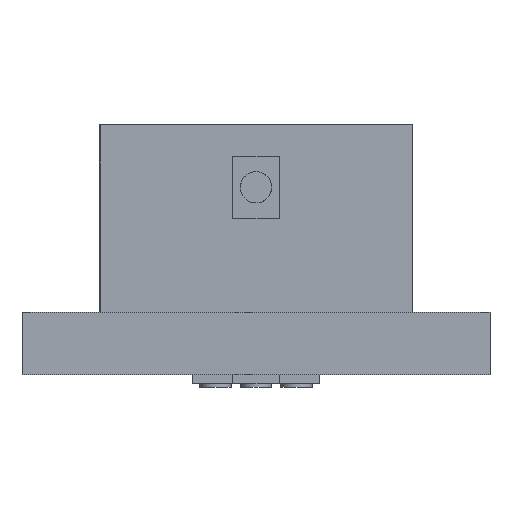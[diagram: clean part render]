
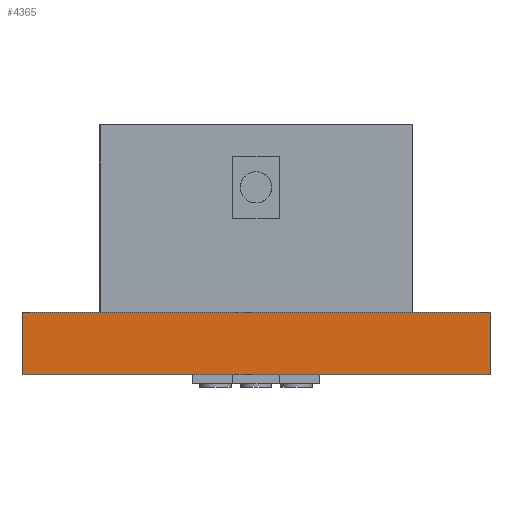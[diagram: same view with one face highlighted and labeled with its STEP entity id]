
A CAD part, left-side view. The second image highlights one B-rep face of the part: STEP entity #4365.
In plain terms, the highlighted planar face has unit normal (-1, 0, 0).
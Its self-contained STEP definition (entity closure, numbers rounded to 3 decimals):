
#3540 = VERTEX_POINT('',#3541);
#3541 = CARTESIAN_POINT('',(0.,0.,20.));
#3548 = PLANE('',#3549);
#3549 = AXIS2_PLACEMENT_3D('',#3550,#3551,#3552);
#3550 = CARTESIAN_POINT('',(90.,75.,20.));
#3551 = DIRECTION('',(0.,0.,1.));
#3552 = DIRECTION('',(1.,0.,-0.));
#3560 = PLANE('',#3561);
#3561 = AXIS2_PLACEMENT_3D('',#3562,#3563,#3564);
#3562 = CARTESIAN_POINT('',(90.,0.,0.));
#3563 = DIRECTION('',(0.,-1.,0.));
#3564 = DIRECTION('',(0.,0.,-1.));
#3601 = VERTEX_POINT('',#3602);
#3602 = CARTESIAN_POINT('',(0.,150.,20.));
#3616 = PLANE('',#3617);
#3617 = AXIS2_PLACEMENT_3D('',#3618,#3619,#3620);
#3618 = CARTESIAN_POINT('',(90.,150.,0.));
#3619 = DIRECTION('',(0.,1.,0.));
#3620 = DIRECTION('',(0.,-0.,1.));
#3628 = EDGE_CURVE('',#3540,#3601,#3629,.T.);
#3629 = SURFACE_CURVE('',#3630,(#3634,#3641),.PCURVE_S1.);
#3630 = LINE('',#3631,#3632);
#3631 = CARTESIAN_POINT('',(0.,0.,20.));
#3632 = VECTOR('',#3633,1.);
#3633 = DIRECTION('',(0.,1.,0.));
#3634 = PCURVE('',#3548,#3635);
#3635 = DEFINITIONAL_REPRESENTATION('',(#3636),#3640);
#3636 = LINE('',#3637,#3638);
#3637 = CARTESIAN_POINT('',(-90.,-75.));
#3638 = VECTOR('',#3639,1.);
#3639 = DIRECTION('',(0.,1.));
#3640 = ( GEOMETRIC_REPRESENTATION_CONTEXT(2) 
PARAMETRIC_REPRESENTATION_CONTEXT() REPRESENTATION_CONTEXT('2D SPACE',''
  ) );
#3641 = PCURVE('',#3642,#3647);
#3642 = PLANE('',#3643);
#3643 = AXIS2_PLACEMENT_3D('',#3644,#3645,#3646);
#3644 = CARTESIAN_POINT('',(0.,75.,0.));
#3645 = DIRECTION('',(-1.,0.,0.));
#3646 = DIRECTION('',(0.,0.,1.));
#3647 = DEFINITIONAL_REPRESENTATION('',(#3648),#3652);
#3648 = LINE('',#3649,#3650);
#3649 = CARTESIAN_POINT('',(20.,-75.));
#3650 = VECTOR('',#3651,1.);
#3651 = DIRECTION('',(0.,1.));
#3652 = ( GEOMETRIC_REPRESENTATION_CONTEXT(2) 
PARAMETRIC_REPRESENTATION_CONTEXT() REPRESENTATION_CONTEXT('2D SPACE',''
  ) );
#4317 = EDGE_CURVE('',#4318,#3540,#4320,.T.);
#4318 = VERTEX_POINT('',#4319);
#4319 = CARTESIAN_POINT('',(0.,0.,0.));
#4320 = SURFACE_CURVE('',#4321,(#4325,#4332),.PCURVE_S1.);
#4321 = LINE('',#4322,#4323);
#4322 = CARTESIAN_POINT('',(0.,0.,0.));
#4323 = VECTOR('',#4324,1.);
#4324 = DIRECTION('',(0.,0.,1.));
#4325 = PCURVE('',#3560,#4326);
#4326 = DEFINITIONAL_REPRESENTATION('',(#4327),#4331);
#4327 = LINE('',#4328,#4329);
#4328 = CARTESIAN_POINT('',(0.,-90.));
#4329 = VECTOR('',#4330,1.);
#4330 = DIRECTION('',(-1.,0.));
#4331 = ( GEOMETRIC_REPRESENTATION_CONTEXT(2) 
PARAMETRIC_REPRESENTATION_CONTEXT() REPRESENTATION_CONTEXT('2D SPACE',''
  ) );
#4332 = PCURVE('',#3642,#4333);
#4333 = DEFINITIONAL_REPRESENTATION('',(#4334),#4338);
#4334 = LINE('',#4335,#4336);
#4335 = CARTESIAN_POINT('',(0.,-75.));
#4336 = VECTOR('',#4337,1.);
#4337 = DIRECTION('',(1.,0.));
#4338 = ( GEOMETRIC_REPRESENTATION_CONTEXT(2) 
PARAMETRIC_REPRESENTATION_CONTEXT() REPRESENTATION_CONTEXT('2D SPACE',''
  ) );
#4354 = PLANE('',#4355);
#4355 = AXIS2_PLACEMENT_3D('',#4356,#4357,#4358);
#4356 = CARTESIAN_POINT('',(90.,75.,0.));
#4357 = DIRECTION('',(0.,0.,-1.));
#4358 = DIRECTION('',(-1.,0.,0.));
#4365 = ADVANCED_FACE('',(#4366),#3642,.T.);
#4366 = FACE_BOUND('',#4367,.T.);
#4367 = EDGE_LOOP('',(#4368,#4369,#4370,#4393));
#4368 = ORIENTED_EDGE('',*,*,#4317,.T.);
#4369 = ORIENTED_EDGE('',*,*,#3628,.T.);
#4370 = ORIENTED_EDGE('',*,*,#4371,.F.);
#4371 = EDGE_CURVE('',#4372,#3601,#4374,.T.);
#4372 = VERTEX_POINT('',#4373);
#4373 = CARTESIAN_POINT('',(0.,150.,0.));
#4374 = SURFACE_CURVE('',#4375,(#4379,#4386),.PCURVE_S1.);
#4375 = LINE('',#4376,#4377);
#4376 = CARTESIAN_POINT('',(0.,150.,0.));
#4377 = VECTOR('',#4378,1.);
#4378 = DIRECTION('',(0.,0.,1.));
#4379 = PCURVE('',#3642,#4380);
#4380 = DEFINITIONAL_REPRESENTATION('',(#4381),#4385);
#4381 = LINE('',#4382,#4383);
#4382 = CARTESIAN_POINT('',(0.,75.));
#4383 = VECTOR('',#4384,1.);
#4384 = DIRECTION('',(1.,0.));
#4385 = ( GEOMETRIC_REPRESENTATION_CONTEXT(2) 
PARAMETRIC_REPRESENTATION_CONTEXT() REPRESENTATION_CONTEXT('2D SPACE',''
  ) );
#4386 = PCURVE('',#3616,#4387);
#4387 = DEFINITIONAL_REPRESENTATION('',(#4388),#4392);
#4388 = LINE('',#4389,#4390);
#4389 = CARTESIAN_POINT('',(0.,-90.));
#4390 = VECTOR('',#4391,1.);
#4391 = DIRECTION('',(1.,0.));
#4392 = ( GEOMETRIC_REPRESENTATION_CONTEXT(2) 
PARAMETRIC_REPRESENTATION_CONTEXT() REPRESENTATION_CONTEXT('2D SPACE',''
  ) );
#4393 = ORIENTED_EDGE('',*,*,#4394,.T.);
#4394 = EDGE_CURVE('',#4372,#4318,#4395,.T.);
#4395 = SURFACE_CURVE('',#4396,(#4400,#4407),.PCURVE_S1.);
#4396 = LINE('',#4397,#4398);
#4397 = CARTESIAN_POINT('',(0.,150.,0.));
#4398 = VECTOR('',#4399,1.);
#4399 = DIRECTION('',(0.,-1.,0.));
#4400 = PCURVE('',#3642,#4401);
#4401 = DEFINITIONAL_REPRESENTATION('',(#4402),#4406);
#4402 = LINE('',#4403,#4404);
#4403 = CARTESIAN_POINT('',(0.,75.));
#4404 = VECTOR('',#4405,1.);
#4405 = DIRECTION('',(0.,-1.));
#4406 = ( GEOMETRIC_REPRESENTATION_CONTEXT(2) 
PARAMETRIC_REPRESENTATION_CONTEXT() REPRESENTATION_CONTEXT('2D SPACE',''
  ) );
#4407 = PCURVE('',#4354,#4408);
#4408 = DEFINITIONAL_REPRESENTATION('',(#4409),#4413);
#4409 = LINE('',#4410,#4411);
#4410 = CARTESIAN_POINT('',(90.,75.));
#4411 = VECTOR('',#4412,1.);
#4412 = DIRECTION('',(0.,-1.));
#4413 = ( GEOMETRIC_REPRESENTATION_CONTEXT(2) 
PARAMETRIC_REPRESENTATION_CONTEXT() REPRESENTATION_CONTEXT('2D SPACE',''
  ) );
